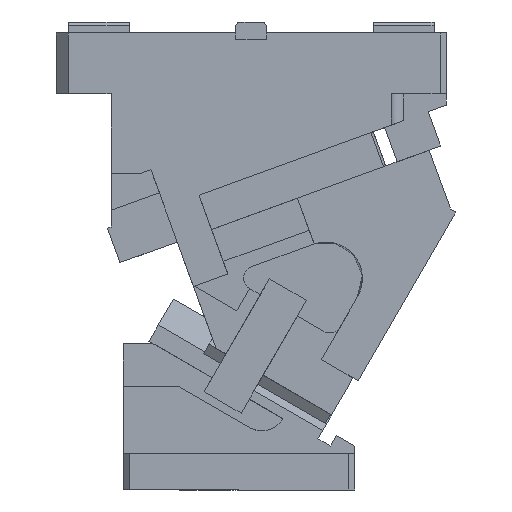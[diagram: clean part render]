
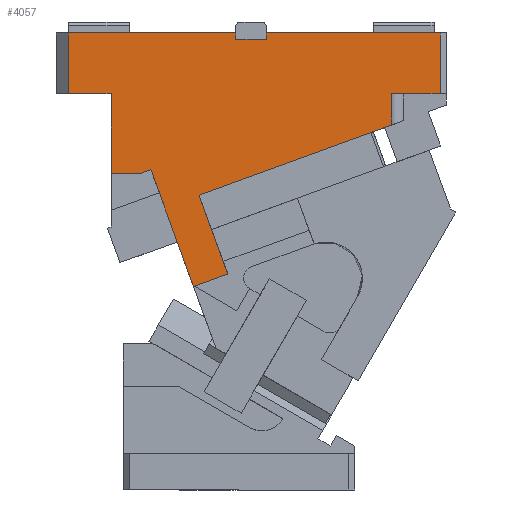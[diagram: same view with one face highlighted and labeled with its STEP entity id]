
A CAD part, front view. The second image highlights one B-rep face of the part: STEP entity #4057.
In plain terms, the highlighted planar face has unit normal (0, -1, 0).
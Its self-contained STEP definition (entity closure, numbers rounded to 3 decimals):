
#3239=CARTESIAN_POINT('Vertex',(-10.,-150.,325.)) ;
#3242=CARTESIAN_POINT('Line Origine',(-27.5,-150.,325.)) ;
#3246=CARTESIAN_POINT('Vertex',(-45.,-150.,325.)) ;
#3464=CARTESIAN_POINT('Vertex',(-45.,-150.,375.)) ;
#3467=CARTESIAN_POINT('Line Origine',(-10.,-150.,375.)) ;
#3471=CARTESIAN_POINT('Vertex',(25.,-150.,375.)) ;
#3474=CARTESIAN_POINT('Line Origine',(58.682,-150.,375.)) ;
#3478=CARTESIAN_POINT('Vertex',(92.365,-150.,375.)) ;
#3911=CARTESIAN_POINT('Vertex',(-10.,-150.,260.)) ;
#3914=CARTESIAN_POINT('Line Origine',(-10.,-150.,292.5)) ;
#3938=CARTESIAN_POINT('Axis2P3D Location',(61.107,-150.,250.568)) ;
#3943=CARTESIAN_POINT('Line Origine',(104.865,-150.,370.)) ;
#3947=CARTESIAN_POINT('Vertex',(92.365,-150.,370.)) ;
#3949=CARTESIAN_POINT('Vertex',(117.365,-150.,370.)) ;
#3952=CARTESIAN_POINT('Line Origine',(92.365,-150.,372.5)) ;
#3957=CARTESIAN_POINT('Line Origine',(-45.,-150.,350.)) ;
#3962=CARTESIAN_POINT('Line Origine',(2.543,-150.,260.)) ;
#3966=CARTESIAN_POINT('Vertex',(15.085,-150.,260.)) ;
#3969=CARTESIAN_POINT('Line Origine',(18.909,-150.,261.392)) ;
#3973=CARTESIAN_POINT('Vertex',(22.732,-150.,262.783)) ;
#3976=CARTESIAN_POINT('Line Origine',(40.175,-150.,214.859)) ;
#3980=CARTESIAN_POINT('Vertex',(57.618,-150.,166.935)) ;
#3983=CARTESIAN_POINT('Line Origine',(71.714,-150.,172.065)) ;
#3987=CARTESIAN_POINT('Vertex',(85.809,-150.,177.195)) ;
#3990=CARTESIAN_POINT('Line Origine',(74.009,-150.,209.615)) ;
#3994=CARTESIAN_POINT('Vertex',(62.21,-150.,242.034)) ;
#3997=CARTESIAN_POINT('Line Origine',(141.105,-150.,270.75)) ;
#4001=CARTESIAN_POINT('Vertex',(220.,-150.,299.465)) ;
#4004=CARTESIAN_POINT('Line Origine',(220.,-150.,312.233)) ;
#4008=CARTESIAN_POINT('Vertex',(220.,-150.,325.)) ;
#4011=CARTESIAN_POINT('Line Origine',(240.,-150.,325.)) ;
#4015=CARTESIAN_POINT('Vertex',(260.,-150.,325.)) ;
#4018=CARTESIAN_POINT('Line Origine',(260.,-150.,350.)) ;
#4022=CARTESIAN_POINT('Vertex',(260.,-150.,375.)) ;
#4025=CARTESIAN_POINT('Line Origine',(188.682,-150.,375.)) ;
#4029=CARTESIAN_POINT('Vertex',(117.365,-150.,375.)) ;
#4032=CARTESIAN_POINT('Line Origine',(117.365,-150.,372.5)) ;
#3243=DIRECTION('Vector Direction',(1.,0.,0.)) ;
#3468=DIRECTION('Vector Direction',(1.,0.,0.)) ;
#3475=DIRECTION('Vector Direction',(-1.,0.,0.)) ;
#3915=DIRECTION('Vector Direction',(0.,0.,-1.)) ;
#3939=DIRECTION('Axis2P3D Direction',(-0.,-1.,0.)) ;
#3940=DIRECTION('Axis2P3D XDirection',(-0.985,0.,0.174)) ;
#3944=DIRECTION('Vector Direction',(1.,0.,0.)) ;
#3953=DIRECTION('Vector Direction',(0.,0.,-1.)) ;
#3958=DIRECTION('Vector Direction',(0.,0.,1.)) ;
#3963=DIRECTION('Vector Direction',(-1.,0.,0.)) ;
#3970=DIRECTION('Vector Direction',(-0.94,0.,-0.342)) ;
#3977=DIRECTION('Vector Direction',(0.342,0.,-0.94)) ;
#3984=DIRECTION('Vector Direction',(-0.94,0.,-0.342)) ;
#3991=DIRECTION('Vector Direction',(-0.342,0.,0.94)) ;
#3998=DIRECTION('Vector Direction',(0.94,0.,0.342)) ;
#4005=DIRECTION('Vector Direction',(0.,0.,-1.)) ;
#4012=DIRECTION('Vector Direction',(-1.,0.,0.)) ;
#4019=DIRECTION('Vector Direction',(0.,0.,1.)) ;
#4026=DIRECTION('Vector Direction',(-1.,0.,0.)) ;
#4033=DIRECTION('Vector Direction',(0.,0.,-1.)) ;
#3941=AXIS2_PLACEMENT_3D('Plane Axis2P3D',#3938,#3939,#3940) ;
#4038=ORIENTED_EDGE('',*,*,#3951,.F.) ;
#4039=ORIENTED_EDGE('',*,*,#3956,.F.) ;
#4040=ORIENTED_EDGE('',*,*,#3480,.T.) ;
#4041=ORIENTED_EDGE('',*,*,#3473,.F.) ;
#4042=ORIENTED_EDGE('',*,*,#3961,.F.) ;
#4043=ORIENTED_EDGE('',*,*,#3248,.T.) ;
#4044=ORIENTED_EDGE('',*,*,#3918,.T.) ;
#4045=ORIENTED_EDGE('',*,*,#3968,.F.) ;
#4046=ORIENTED_EDGE('',*,*,#3975,.F.) ;
#4047=ORIENTED_EDGE('',*,*,#3982,.T.) ;
#4048=ORIENTED_EDGE('',*,*,#3989,.T.) ;
#4049=ORIENTED_EDGE('',*,*,#3996,.T.) ;
#4050=ORIENTED_EDGE('',*,*,#4003,.T.) ;
#4051=ORIENTED_EDGE('',*,*,#4010,.F.) ;
#4052=ORIENTED_EDGE('',*,*,#4017,.F.) ;
#4053=ORIENTED_EDGE('',*,*,#4024,.T.) ;
#4054=ORIENTED_EDGE('',*,*,#4031,.T.) ;
#4055=ORIENTED_EDGE('',*,*,#4036,.T.) ;
#3244=VECTOR('Line Direction',#3243,1.) ;
#3469=VECTOR('Line Direction',#3468,1.) ;
#3476=VECTOR('Line Direction',#3475,1.) ;
#3916=VECTOR('Line Direction',#3915,1.) ;
#3945=VECTOR('Line Direction',#3944,1.) ;
#3954=VECTOR('Line Direction',#3953,1.) ;
#3959=VECTOR('Line Direction',#3958,1.) ;
#3964=VECTOR('Line Direction',#3963,1.) ;
#3971=VECTOR('Line Direction',#3970,1.) ;
#3978=VECTOR('Line Direction',#3977,1.) ;
#3985=VECTOR('Line Direction',#3984,1.) ;
#3992=VECTOR('Line Direction',#3991,1.) ;
#3999=VECTOR('Line Direction',#3998,1.) ;
#4006=VECTOR('Line Direction',#4005,1.) ;
#4013=VECTOR('Line Direction',#4012,1.) ;
#4020=VECTOR('Line Direction',#4019,1.) ;
#4027=VECTOR('Line Direction',#4026,1.) ;
#4034=VECTOR('Line Direction',#4033,1.) ;
#4057=ADVANCED_FACE('CAM HOLDER',(#4056),#3942,.T.) ;
#3248=EDGE_CURVE('',#3247,#3240,#3245,.T.) ;
#3473=EDGE_CURVE('',#3465,#3472,#3470,.T.) ;
#3480=EDGE_CURVE('',#3479,#3472,#3477,.T.) ;
#3918=EDGE_CURVE('',#3240,#3912,#3917,.T.) ;
#3951=EDGE_CURVE('',#3948,#3950,#3946,.T.) ;
#3956=EDGE_CURVE('',#3479,#3948,#3955,.T.) ;
#3961=EDGE_CURVE('',#3247,#3465,#3960,.T.) ;
#3968=EDGE_CURVE('',#3967,#3912,#3965,.T.) ;
#3975=EDGE_CURVE('',#3974,#3967,#3972,.T.) ;
#3982=EDGE_CURVE('',#3974,#3981,#3979,.T.) ;
#3989=EDGE_CURVE('',#3981,#3988,#3986,.F.) ;
#3996=EDGE_CURVE('',#3988,#3995,#3993,.T.) ;
#4003=EDGE_CURVE('',#3995,#4002,#4000,.T.) ;
#4010=EDGE_CURVE('',#4009,#4002,#4007,.T.) ;
#4017=EDGE_CURVE('',#4016,#4009,#4014,.T.) ;
#4024=EDGE_CURVE('',#4016,#4023,#4021,.T.) ;
#4031=EDGE_CURVE('',#4023,#4030,#4028,.T.) ;
#4036=EDGE_CURVE('',#4030,#3950,#4035,.T.) ;
#4037=EDGE_LOOP('',(#4038,#4039,#4040,#4041,#4042,#4043,#4044,#4045,#4046,#4047,#4048,#4049,#4050,#4051,#4052,#4053,#4054,#4055)) ;
#4056=FACE_OUTER_BOUND('',#4037,.T.) ;
#3245=LINE('Line',#3242,#3244) ;
#3470=LINE('Line',#3467,#3469) ;
#3477=LINE('Line',#3474,#3476) ;
#3917=LINE('Line',#3914,#3916) ;
#3946=LINE('Line',#3943,#3945) ;
#3955=LINE('Line',#3952,#3954) ;
#3960=LINE('Line',#3957,#3959) ;
#3965=LINE('Line',#3962,#3964) ;
#3972=LINE('Line',#3969,#3971) ;
#3979=LINE('Line',#3976,#3978) ;
#3986=LINE('Line',#3983,#3985) ;
#3993=LINE('Line',#3990,#3992) ;
#4000=LINE('Line',#3997,#3999) ;
#4007=LINE('Line',#4004,#4006) ;
#4014=LINE('Line',#4011,#4013) ;
#4021=LINE('Line',#4018,#4020) ;
#4028=LINE('Line',#4025,#4027) ;
#4035=LINE('Line',#4032,#4034) ;
#3942=PLANE('Plane',#3941) ;
#3240=VERTEX_POINT('',#3239) ;
#3247=VERTEX_POINT('',#3246) ;
#3465=VERTEX_POINT('',#3464) ;
#3472=VERTEX_POINT('',#3471) ;
#3479=VERTEX_POINT('',#3478) ;
#3912=VERTEX_POINT('',#3911) ;
#3948=VERTEX_POINT('',#3947) ;
#3950=VERTEX_POINT('',#3949) ;
#3967=VERTEX_POINT('',#3966) ;
#3974=VERTEX_POINT('',#3973) ;
#3981=VERTEX_POINT('',#3980) ;
#3988=VERTEX_POINT('',#3987) ;
#3995=VERTEX_POINT('',#3994) ;
#4002=VERTEX_POINT('',#4001) ;
#4009=VERTEX_POINT('',#4008) ;
#4016=VERTEX_POINT('',#4015) ;
#4023=VERTEX_POINT('',#4022) ;
#4030=VERTEX_POINT('',#4029) ;
